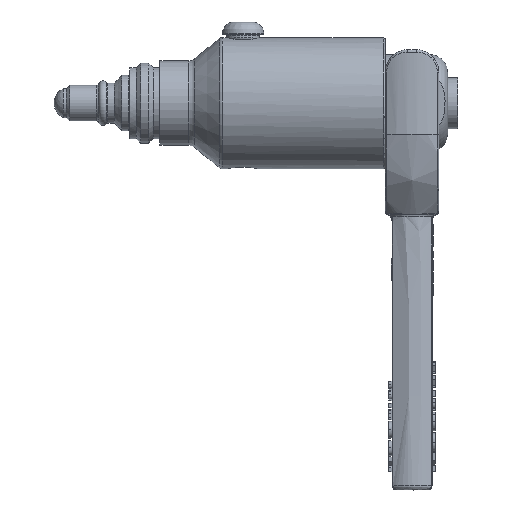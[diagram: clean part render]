
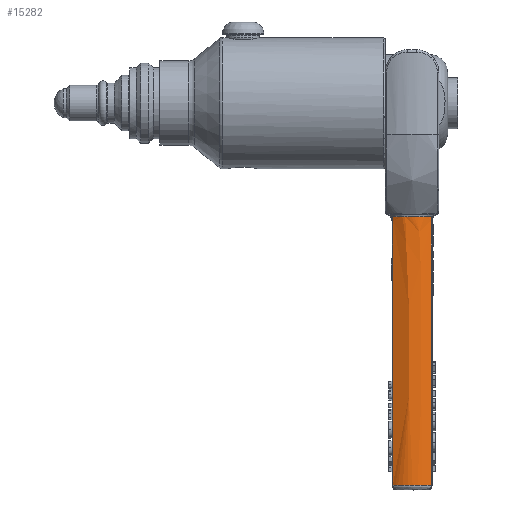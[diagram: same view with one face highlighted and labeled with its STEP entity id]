
A CAD part, top view. The second image highlights one B-rep face of the part: STEP entity #15282.
In plain terms, the highlighted free-form (B-spline) face has degree [3, 3] with [6, 4] control points.
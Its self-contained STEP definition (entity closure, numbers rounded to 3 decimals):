
#190=B_SPLINE_SURFACE_WITH_KNOTS('',3,3,((#25673,#25674,#25675,#25676),
(#25677,#25678,#25679,#25680),(#25681,#25682,#25683,#25684),(#25685,#25686,
#25687,#25688),(#25689,#25690,#25691,#25692),(#25693,#25694,#25695,#25696)),
 .UNSPECIFIED.,.F.,.F.,.F.,(4,1,1,4),(4,4),(-0.011,0.281,
0.573,1.011),(0.016,0.992),
 .UNSPECIFIED.);
#1621=B_SPLINE_CURVE_WITH_KNOTS('',3,(#25646,#25647,#25648,#25649,#25650),
 .UNSPECIFIED.,.F.,.F.,(4,1,4),(-0.855,-0.403,-0.064),
 .UNSPECIFIED.);
#1622=B_SPLINE_CURVE_WITH_KNOTS('',3,(#25668,#25669,#25670,#25671),
 .UNSPECIFIED.,.F.,.F.,(4,4),(-5.951,0.),
 .UNSPECIFIED.);
#1623=B_SPLINE_CURVE_WITH_KNOTS('',3,(#25698,#25699,#25700,#25701),
 .UNSPECIFIED.,.F.,.F.,(4,4),(-6.053,-0.102),
 .UNSPECIFIED.);
#1624=B_SPLINE_CURVE_WITH_KNOTS('',3,(#25703,#25704,#25705,#25706),
 .UNSPECIFIED.,.F.,.F.,(4,4),(-0.106,0.),.UNSPECIFIED.);
#1625=B_SPLINE_CURVE_WITH_KNOTS('',3,(#25708,#25709,#25710,#25711,#25712,
#25713),.UNSPECIFIED.,.F.,.F.,(4,1,1,4),(0.236,0.488,
0.862,1.301),.UNSPECIFIED.);
#1626=B_SPLINE_CURVE_WITH_KNOTS('',3,(#25714,#25715,#25716,#25717),
 .UNSPECIFIED.,.F.,.F.,(4,4),(-0.106,0.),.UNSPECIFIED.);
#4664=FACE_OUTER_BOUND('',#5552,.T.);
#5552=EDGE_LOOP('',(#12739,#12740,#12741,#12742,#12743,#12744));
#7343=VERTEX_POINT('',#25265);
#7346=VERTEX_POINT('',#25338);
#7356=VERTEX_POINT('',#25667);
#7357=VERTEX_POINT('',#25697);
#7358=VERTEX_POINT('',#25702);
#7359=VERTEX_POINT('',#25707);
#9251=EDGE_CURVE('',#7346,#7343,#1621,.T.);
#9252=EDGE_CURVE('',#7343,#7356,#1622,.T.);
#9254=EDGE_CURVE('',#7357,#7346,#1623,.T.);
#9255=EDGE_CURVE('',#7358,#7357,#1624,.T.);
#9256=EDGE_CURVE('',#7359,#7358,#1625,.T.);
#9257=EDGE_CURVE('',#7356,#7359,#1626,.T.);
#12739=ORIENTED_EDGE('',*,*,#9251,.F.);
#12740=ORIENTED_EDGE('',*,*,#9254,.F.);
#12741=ORIENTED_EDGE('',*,*,#9255,.F.);
#12742=ORIENTED_EDGE('',*,*,#9256,.F.);
#12743=ORIENTED_EDGE('',*,*,#9257,.F.);
#12744=ORIENTED_EDGE('',*,*,#9252,.F.);
#15282=ADVANCED_FACE('',(#4664),#190,.F.);
#25265=CARTESIAN_POINT('',(58.192,-85.994,5.292));
#25338=CARTESIAN_POINT('',(66.808,-85.994,5.292));
#25646=CARTESIAN_POINT('Ctrl Pts',(66.808,-85.994,5.292));
#25647=CARTESIAN_POINT('Ctrl Pts',(65.413,-85.992,6.381));
#25648=CARTESIAN_POINT('Ctrl Pts',(62.238,-85.991,7.303));
#25649=CARTESIAN_POINT('Ctrl Pts',(59.238,-85.993,6.108));
#25650=CARTESIAN_POINT('Ctrl Pts',(58.192,-85.994,5.292));
#25667=CARTESIAN_POINT('',(58.192,-26.5,3.992));
#25668=CARTESIAN_POINT('Ctrl Pts',(58.192,-85.994,5.292));
#25669=CARTESIAN_POINT('Ctrl Pts',(58.192,-66.162,4.859));
#25670=CARTESIAN_POINT('Ctrl Pts',(58.192,-46.331,4.425));
#25671=CARTESIAN_POINT('Ctrl Pts',(58.192,-26.5,3.992));
#25673=CARTESIAN_POINT('Ctrl Pts',(67.085,-85.993,5.064));
#25674=CARTESIAN_POINT('Ctrl Pts',(67.085,-65.835,4.623));
#25675=CARTESIAN_POINT('Ctrl Pts',(67.085,-45.676,4.183));
#25676=CARTESIAN_POINT('Ctrl Pts',(67.085,-25.518,3.742));
#25677=CARTESIAN_POINT('Ctrl Pts',(66.365,-85.994,5.687));
#25678=CARTESIAN_POINT('Ctrl Pts',(66.365,-65.836,5.247));
#25679=CARTESIAN_POINT('Ctrl Pts',(66.365,-45.678,4.806));
#25680=CARTESIAN_POINT('Ctrl Pts',(66.365,-25.519,4.366));
#25681=CARTESIAN_POINT('Ctrl Pts',(64.67,-85.997,6.634));
#25682=CARTESIAN_POINT('Ctrl Pts',(64.67,-65.838,6.194));
#25683=CARTESIAN_POINT('Ctrl Pts',(64.67,-45.68,5.753));
#25684=CARTESIAN_POINT('Ctrl Pts',(64.67,-25.522,5.313));
#25685=CARTESIAN_POINT('Ctrl Pts',(61.283,-85.997,6.984));
#25686=CARTESIAN_POINT('Ctrl Pts',(61.283,-65.839,6.544));
#25687=CARTESIAN_POINT('Ctrl Pts',(61.283,-45.681,6.103));
#25688=CARTESIAN_POINT('Ctrl Pts',(61.283,-25.522,5.663));
#25689=CARTESIAN_POINT('Ctrl Pts',(58.994,-85.995,5.999));
#25690=CARTESIAN_POINT('Ctrl Pts',(58.994,-65.837,5.559));
#25691=CARTESIAN_POINT('Ctrl Pts',(58.994,-45.678,5.118));
#25692=CARTESIAN_POINT('Ctrl Pts',(58.994,-25.52,4.678));
#25693=CARTESIAN_POINT('Ctrl Pts',(57.915,-85.993,5.064));
#25694=CARTESIAN_POINT('Ctrl Pts',(57.915,-65.835,4.623));
#25695=CARTESIAN_POINT('Ctrl Pts',(57.915,-45.676,4.183));
#25696=CARTESIAN_POINT('Ctrl Pts',(57.915,-25.518,3.742));
#25697=CARTESIAN_POINT('',(66.808,-26.5,3.992));
#25698=CARTESIAN_POINT('Ctrl Pts',(66.808,-26.5,3.992));
#25699=CARTESIAN_POINT('Ctrl Pts',(66.808,-46.331,4.425));
#25700=CARTESIAN_POINT('Ctrl Pts',(66.808,-66.162,4.859));
#25701=CARTESIAN_POINT('Ctrl Pts',(66.808,-85.994,5.292));
#25702=CARTESIAN_POINT('',(67.085,-25.518,3.742));
#25703=CARTESIAN_POINT('Ctrl Pts',(67.085,-25.518,3.742));
#25704=CARTESIAN_POINT('Ctrl Pts',(66.915,-25.798,3.895));
#25705=CARTESIAN_POINT('Ctrl Pts',(66.808,-26.148,3.984));
#25706=CARTESIAN_POINT('Ctrl Pts',(66.808,-26.5,3.992));
#25707=CARTESIAN_POINT('',(57.915,-25.518,3.742));
#25708=CARTESIAN_POINT('Ctrl Pts',(57.916,-25.518,3.741));
#25709=CARTESIAN_POINT('Ctrl Pts',(58.512,-25.52,4.256));
#25710=CARTESIAN_POINT('Ctrl Pts',(60.21,-25.524,5.289));
#25711=CARTESIAN_POINT('Ctrl Pts',(63.622,-25.526,5.725));
#25712=CARTESIAN_POINT('Ctrl Pts',(66.042,-25.522,4.633));
#25713=CARTESIAN_POINT('Ctrl Pts',(67.083,-25.518,3.739));
#25714=CARTESIAN_POINT('Ctrl Pts',(58.192,-26.5,3.992));
#25715=CARTESIAN_POINT('Ctrl Pts',(58.192,-26.147,3.984));
#25716=CARTESIAN_POINT('Ctrl Pts',(58.085,-25.799,3.896));
#25717=CARTESIAN_POINT('Ctrl Pts',(57.915,-25.518,3.742));
